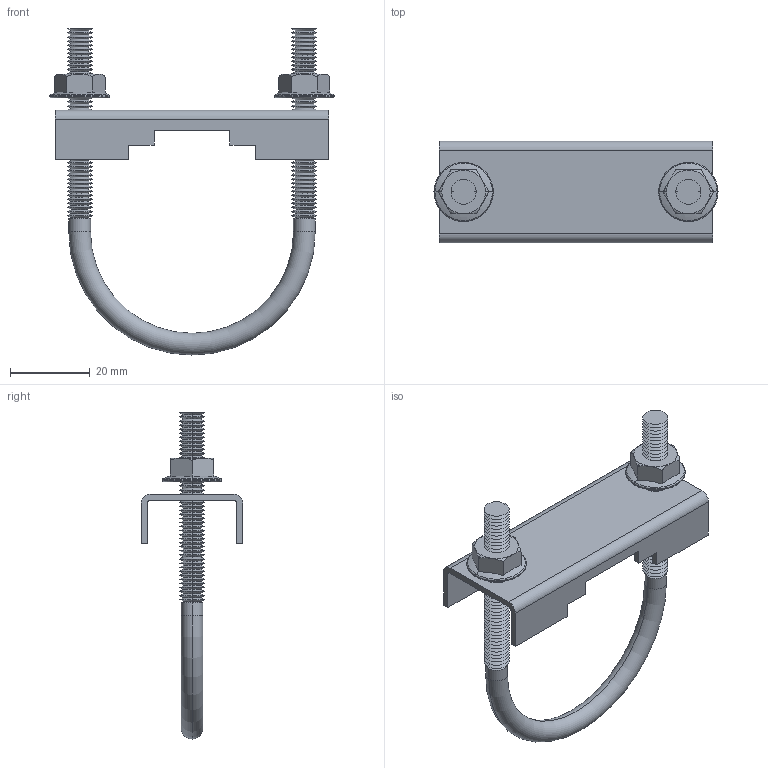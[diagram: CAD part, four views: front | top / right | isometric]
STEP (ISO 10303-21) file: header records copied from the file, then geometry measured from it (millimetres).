
FILE_DESCRIPTION (( 'STEP AP214' ), '1' );
FILE_NAME ('HGX-PMT14_3D.STEP', '2021-10-28T20:35:24', ( '' ), ( '' ), 'SwSTEP 2.0', 'SolidWorks 2021', '' );
FILE_SCHEMA (( 'AUTOMOTIVE_DESIGN' ));
Length unit declared in the file: inch
Products named in the file (2): HGX-PMT07; HGX-PMT14_3D
Assembly tree (1 placements, depth 2):
  HGX-PMT14_3D
    HGX-PMT07
Bounding box: 71.12 x 25.4 x 81.66 mm (x, y, z)
Volume: 9499.7 mm3; surface area: 11728.6 mm2
Topology: 2 solids, 2 shells, 410 faces, 854 edges, 452 vertices
Faces by surface type: cone 332, plane 44, torus 18, cylinder 16
Entity records: 16267 total; most frequent: DIRECTION 2056, CARTESIAN_POINT 2032, ORIENTED_EDGE 1708, EDGE_CURVE 854, AXIS2_PLACEMENT_3D 812, VERTEX_POINT 452, VECTOR 432, LINE 432
